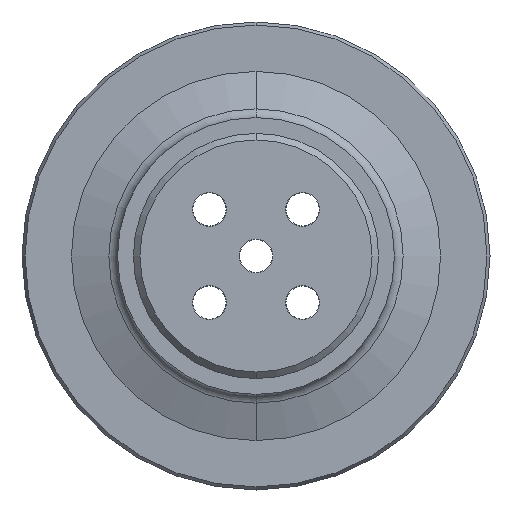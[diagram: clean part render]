
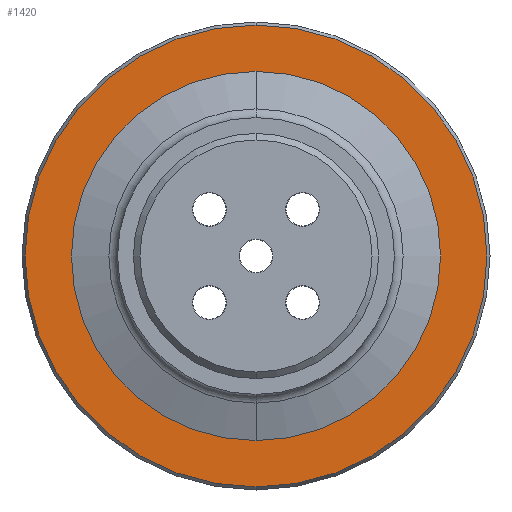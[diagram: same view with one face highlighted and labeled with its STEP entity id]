
A CAD part, front view. The second image highlights one B-rep face of the part: STEP entity #1420.
In plain terms, the highlighted planar face has unit normal (0, -1, 0).
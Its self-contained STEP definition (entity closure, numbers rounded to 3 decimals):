
#12 = CIRCLE ( 'NONE', #2525, 140. ) ;
#117 = EDGE_CURVE ( 'NONE', #1682, #1238, #1341, .T. ) ;
#159 = DIRECTION ( 'NONE',  ( 0., 0., -1. ) ) ;
#176 = ORIENTED_EDGE ( 'NONE', *, *, #2120, .F. ) ;
#231 = ORIENTED_EDGE ( 'NONE', *, *, #117, .T. ) ;
#238 = AXIS2_PLACEMENT_3D ( 'NONE', #1452, #1650, #159 ) ;
#365 = AXIS2_PLACEMENT_3D ( 'NONE', #1335, #1971, #685 ) ;
#395 = CIRCLE ( 'NONE', #611, 175.191 ) ;
#494 = EDGE_CURVE ( 'NONE', #2708, #2560, #1828, .T. ) ;
#611 = AXIS2_PLACEMENT_3D ( 'NONE', #1235, #843, #2514 ) ;
#623 = EDGE_CURVE ( 'NONE', #1238, #1682, #395, .T. ) ;
#685 = DIRECTION ( 'NONE',  ( 0., 0., 1. ) ) ;
#843 = DIRECTION ( 'NONE',  ( 0., -1., 0. ) ) ;
#1080 = DIRECTION ( 'NONE',  ( 0., -1., 0. ) ) ;
#1114 = FACE_OUTER_BOUND ( 'NONE', #1408, .T. ) ;
#1235 = CARTESIAN_POINT ( 'NONE',  ( 0., 107.5, 0. ) ) ;
#1238 = VERTEX_POINT ( 'NONE', #1892 ) ;
#1335 = CARTESIAN_POINT ( 'NONE',  ( -140., 107.5, 0. ) ) ;
#1341 = CIRCLE ( 'NONE', #1644, 175.191 ) ;
#1378 = ORIENTED_EDGE ( 'NONE', *, *, #623, .T. ) ;
#1408 = EDGE_LOOP ( 'NONE', ( #1378, #231 ) ) ;
#1420 = ADVANCED_FACE ( 'NONE', ( #1114, #1871 ), #1747, .F. ) ;
#1452 = CARTESIAN_POINT ( 'NONE',  ( 0., 107.5, 0. ) ) ;
#1512 = DIRECTION ( 'NONE',  ( 0., 0., -1. ) ) ;
#1644 = AXIS2_PLACEMENT_3D ( 'NONE', #2389, #2572, #2191 ) ;
#1650 = DIRECTION ( 'NONE',  ( 0., -1., 0. ) ) ;
#1682 = VERTEX_POINT ( 'NONE', #2648 ) ;
#1747 = PLANE ( 'NONE',  #365 ) ;
#1828 = CIRCLE ( 'NONE', #238, 140. ) ;
#1840 = EDGE_LOOP ( 'NONE', ( #2033, #176 ) ) ;
#1871 = FACE_BOUND ( 'NONE', #1840, .T. ) ;
#1892 = CARTESIAN_POINT ( 'NONE',  ( 0., 107.5, 175.191 ) ) ;
#1971 = DIRECTION ( 'NONE',  ( 0., 1., 0. ) ) ;
#2022 = CARTESIAN_POINT ( 'NONE',  ( 0., 107.5, 140. ) ) ;
#2033 = ORIENTED_EDGE ( 'NONE', *, *, #494, .F. ) ;
#2120 = EDGE_CURVE ( 'NONE', #2560, #2708, #12, .T. ) ;
#2191 = DIRECTION ( 'NONE',  ( 0., 0., 1. ) ) ;
#2354 = CARTESIAN_POINT ( 'NONE',  ( 0., 107.5, 0. ) ) ;
#2389 = CARTESIAN_POINT ( 'NONE',  ( 0., 107.5, 0. ) ) ;
#2514 = DIRECTION ( 'NONE',  ( 0., 0., 1. ) ) ;
#2525 = AXIS2_PLACEMENT_3D ( 'NONE', #2354, #1080, #1512 ) ;
#2560 = VERTEX_POINT ( 'NONE', #2618 ) ;
#2572 = DIRECTION ( 'NONE',  ( 0., -1., 0. ) ) ;
#2618 = CARTESIAN_POINT ( 'NONE',  ( 0., 107.5, -140. ) ) ;
#2648 = CARTESIAN_POINT ( 'NONE',  ( 0., 107.5, -175.191 ) ) ;
#2708 = VERTEX_POINT ( 'NONE', #2022 ) ;
